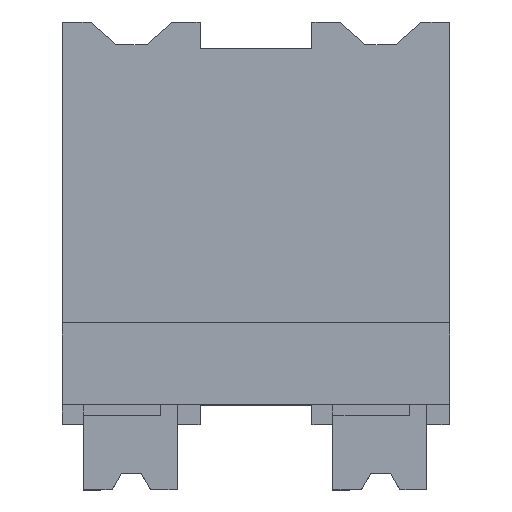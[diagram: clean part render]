
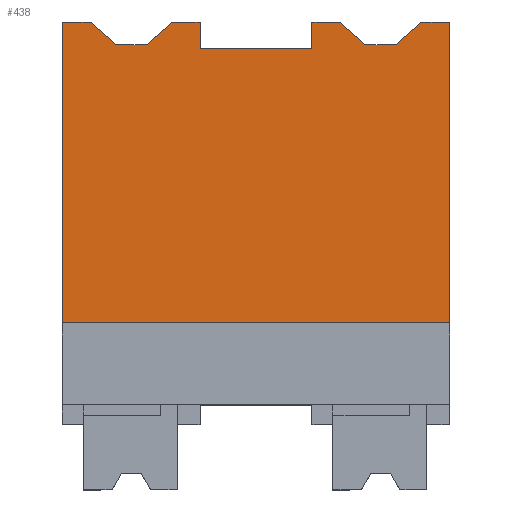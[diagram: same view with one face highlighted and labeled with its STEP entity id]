
A CAD part, top view. The second image highlights one B-rep face of the part: STEP entity #438.
In plain terms, the highlighted planar face has unit normal (0, 0, 1).
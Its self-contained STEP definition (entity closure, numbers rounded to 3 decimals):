
#313=AXIS2_PLACEMENT_3D('Plane Axis2P3D',#310,#311,#312) ;
#40=CARTESIAN_POINT('Vertex',(0.852,14.3,9.25)) ;
#70=CARTESIAN_POINT('Vertex',(0.,14.3,9.25)) ;
#73=CARTESIAN_POINT('Line Origine',(0.426,14.3,9.25)) ;
#92=CARTESIAN_POINT('Line Origine',(1.252,13.95,9.25)) ;
#96=CARTESIAN_POINT('Vertex',(1.652,13.6,9.25)) ;
#217=CARTESIAN_POINT('Vertex',(0.,5.1,9.25)) ;
#220=CARTESIAN_POINT('Line Origine',(0.,9.7,9.25)) ;
#310=CARTESIAN_POINT('Axis2P3D Location',(0.,5.1,9.25)) ;
#315=CARTESIAN_POINT('Line Origine',(5.92,13.5,9.25)) ;
#319=CARTESIAN_POINT('Vertex',(4.21,13.5,9.25)) ;
#321=CARTESIAN_POINT('Vertex',(7.63,13.5,9.25)) ;
#324=CARTESIAN_POINT('Line Origine',(4.21,13.9,9.25)) ;
#328=CARTESIAN_POINT('Vertex',(4.21,14.3,9.25)) ;
#331=CARTESIAN_POINT('Line Origine',(3.79,14.3,9.25)) ;
#335=CARTESIAN_POINT('Vertex',(3.369,14.3,9.25)) ;
#338=CARTESIAN_POINT('Line Origine',(2.969,13.95,9.25)) ;
#342=CARTESIAN_POINT('Vertex',(2.569,13.6,9.25)) ;
#345=CARTESIAN_POINT('Line Origine',(2.111,13.6,9.25)) ;
#350=CARTESIAN_POINT('Line Origine',(5.92,5.1,9.25)) ;
#354=CARTESIAN_POINT('Vertex',(11.84,5.1,9.25)) ;
#357=CARTESIAN_POINT('Line Origine',(11.84,9.3,9.25)) ;
#361=CARTESIAN_POINT('Vertex',(11.84,13.5,9.25)) ;
#364=CARTESIAN_POINT('Line Origine',(11.835,13.5,9.25)) ;
#368=CARTESIAN_POINT('Vertex',(11.83,13.5,9.25)) ;
#371=CARTESIAN_POINT('Line Origine',(11.83,13.9,9.25)) ;
#375=CARTESIAN_POINT('Vertex',(11.83,14.3,9.25)) ;
#378=CARTESIAN_POINT('Line Origine',(11.41,14.3,9.25)) ;
#382=CARTESIAN_POINT('Vertex',(10.989,14.3,9.25)) ;
#385=CARTESIAN_POINT('Line Origine',(10.589,13.95,9.25)) ;
#389=CARTESIAN_POINT('Vertex',(10.189,13.6,9.25)) ;
#392=CARTESIAN_POINT('Line Origine',(9.731,13.6,9.25)) ;
#396=CARTESIAN_POINT('Vertex',(9.272,13.6,9.25)) ;
#399=CARTESIAN_POINT('Line Origine',(8.872,13.95,9.25)) ;
#403=CARTESIAN_POINT('Vertex',(8.472,14.3,9.25)) ;
#406=CARTESIAN_POINT('Line Origine',(8.051,14.3,9.25)) ;
#410=CARTESIAN_POINT('Vertex',(7.63,14.3,9.25)) ;
#413=CARTESIAN_POINT('Line Origine',(7.63,13.9,9.25)) ;
#74=DIRECTION('Vector Direction',(1.,0.,0.)) ;
#93=DIRECTION('Vector Direction',(0.753,-0.659,0.)) ;
#221=DIRECTION('Vector Direction',(0.,1.,0.)) ;
#311=DIRECTION('Axis2P3D Direction',(0.,0.,-1.)) ;
#312=DIRECTION('Axis2P3D XDirection',(0.,1.,0.)) ;
#316=DIRECTION('Vector Direction',(-1.,0.,0.)) ;
#325=DIRECTION('Vector Direction',(0.,1.,0.)) ;
#332=DIRECTION('Vector Direction',(1.,0.,0.)) ;
#339=DIRECTION('Vector Direction',(0.753,0.659,0.)) ;
#346=DIRECTION('Vector Direction',(1.,0.,0.)) ;
#351=DIRECTION('Vector Direction',(1.,0.,0.)) ;
#358=DIRECTION('Vector Direction',(0.,1.,0.)) ;
#365=DIRECTION('Vector Direction',(-1.,0.,0.)) ;
#372=DIRECTION('Vector Direction',(0.,1.,0.)) ;
#379=DIRECTION('Vector Direction',(1.,0.,0.)) ;
#386=DIRECTION('Vector Direction',(0.753,0.659,0.)) ;
#393=DIRECTION('Vector Direction',(1.,0.,0.)) ;
#400=DIRECTION('Vector Direction',(0.753,-0.659,0.)) ;
#407=DIRECTION('Vector Direction',(1.,0.,0.)) ;
#414=DIRECTION('Vector Direction',(0.,1.,0.)) ;
#75=VECTOR('Line Direction',#74,1.) ;
#94=VECTOR('Line Direction',#93,1.) ;
#222=VECTOR('Line Direction',#221,1.) ;
#317=VECTOR('Line Direction',#316,1.) ;
#326=VECTOR('Line Direction',#325,1.) ;
#333=VECTOR('Line Direction',#332,1.) ;
#340=VECTOR('Line Direction',#339,1.) ;
#347=VECTOR('Line Direction',#346,1.) ;
#352=VECTOR('Line Direction',#351,1.) ;
#359=VECTOR('Line Direction',#358,1.) ;
#366=VECTOR('Line Direction',#365,1.) ;
#373=VECTOR('Line Direction',#372,1.) ;
#380=VECTOR('Line Direction',#379,1.) ;
#387=VECTOR('Line Direction',#386,1.) ;
#394=VECTOR('Line Direction',#393,1.) ;
#401=VECTOR('Line Direction',#400,1.) ;
#408=VECTOR('Line Direction',#407,1.) ;
#415=VECTOR('Line Direction',#414,1.) ;
#419=ORIENTED_EDGE('',*,*,#323,.F.) ;
#420=ORIENTED_EDGE('',*,*,#330,.F.) ;
#421=ORIENTED_EDGE('',*,*,#337,.F.) ;
#422=ORIENTED_EDGE('',*,*,#344,.F.) ;
#423=ORIENTED_EDGE('',*,*,#349,.F.) ;
#424=ORIENTED_EDGE('',*,*,#98,.F.) ;
#425=ORIENTED_EDGE('',*,*,#77,.F.) ;
#426=ORIENTED_EDGE('',*,*,#224,.F.) ;
#427=ORIENTED_EDGE('',*,*,#356,.T.) ;
#428=ORIENTED_EDGE('',*,*,#363,.T.) ;
#429=ORIENTED_EDGE('',*,*,#370,.F.) ;
#430=ORIENTED_EDGE('',*,*,#377,.F.) ;
#431=ORIENTED_EDGE('',*,*,#384,.F.) ;
#432=ORIENTED_EDGE('',*,*,#391,.F.) ;
#433=ORIENTED_EDGE('',*,*,#398,.F.) ;
#434=ORIENTED_EDGE('',*,*,#405,.F.) ;
#435=ORIENTED_EDGE('',*,*,#412,.F.) ;
#436=ORIENTED_EDGE('',*,*,#417,.F.) ;
#438=ADVANCED_FACE('HOUSING',(#437),#314,.F.) ;
#77=EDGE_CURVE('',#71,#41,#76,.T.) ;
#98=EDGE_CURVE('',#41,#97,#95,.T.) ;
#224=EDGE_CURVE('',#218,#71,#223,.T.) ;
#323=EDGE_CURVE('',#320,#322,#318,.F.) ;
#330=EDGE_CURVE('',#329,#320,#327,.F.) ;
#337=EDGE_CURVE('',#336,#329,#334,.T.) ;
#344=EDGE_CURVE('',#343,#336,#341,.T.) ;
#349=EDGE_CURVE('',#97,#343,#348,.T.) ;
#356=EDGE_CURVE('',#218,#355,#353,.T.) ;
#363=EDGE_CURVE('',#355,#362,#360,.T.) ;
#370=EDGE_CURVE('',#369,#362,#367,.F.) ;
#377=EDGE_CURVE('',#376,#369,#374,.F.) ;
#384=EDGE_CURVE('',#383,#376,#381,.T.) ;
#391=EDGE_CURVE('',#390,#383,#388,.T.) ;
#398=EDGE_CURVE('',#397,#390,#395,.T.) ;
#405=EDGE_CURVE('',#404,#397,#402,.T.) ;
#412=EDGE_CURVE('',#411,#404,#409,.T.) ;
#417=EDGE_CURVE('',#322,#411,#416,.T.) ;
#418=EDGE_LOOP('',(#419,#420,#421,#422,#423,#424,#425,#426,#427,#428,#429,#430,#431,#432,#433,#434,#435,#436)) ;
#437=FACE_OUTER_BOUND('',#418,.T.) ;
#76=LINE('Line',#73,#75) ;
#95=LINE('Line',#92,#94) ;
#223=LINE('Line',#220,#222) ;
#318=LINE('Line',#315,#317) ;
#327=LINE('Line',#324,#326) ;
#334=LINE('Line',#331,#333) ;
#341=LINE('Line',#338,#340) ;
#348=LINE('Line',#345,#347) ;
#353=LINE('Line',#350,#352) ;
#360=LINE('Line',#357,#359) ;
#367=LINE('Line',#364,#366) ;
#374=LINE('Line',#371,#373) ;
#381=LINE('Line',#378,#380) ;
#388=LINE('Line',#385,#387) ;
#395=LINE('Line',#392,#394) ;
#402=LINE('Line',#399,#401) ;
#409=LINE('Line',#406,#408) ;
#416=LINE('Line',#413,#415) ;
#314=PLANE('',#313) ;
#41=VERTEX_POINT('',#40) ;
#71=VERTEX_POINT('',#70) ;
#97=VERTEX_POINT('',#96) ;
#218=VERTEX_POINT('',#217) ;
#320=VERTEX_POINT('',#319) ;
#322=VERTEX_POINT('',#321) ;
#329=VERTEX_POINT('',#328) ;
#336=VERTEX_POINT('',#335) ;
#343=VERTEX_POINT('',#342) ;
#355=VERTEX_POINT('',#354) ;
#362=VERTEX_POINT('',#361) ;
#369=VERTEX_POINT('',#368) ;
#376=VERTEX_POINT('',#375) ;
#383=VERTEX_POINT('',#382) ;
#390=VERTEX_POINT('',#389) ;
#397=VERTEX_POINT('',#396) ;
#404=VERTEX_POINT('',#403) ;
#411=VERTEX_POINT('',#410) ;
